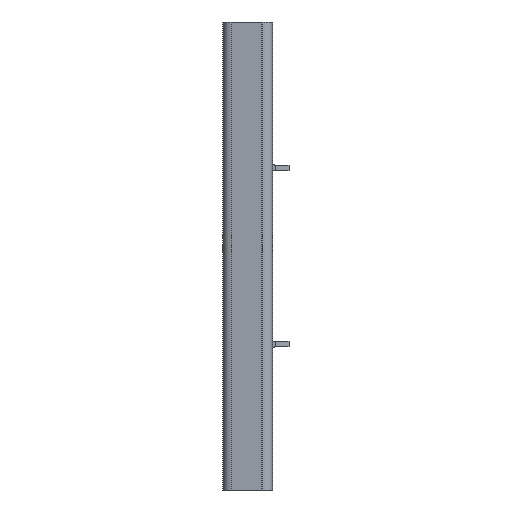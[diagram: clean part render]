
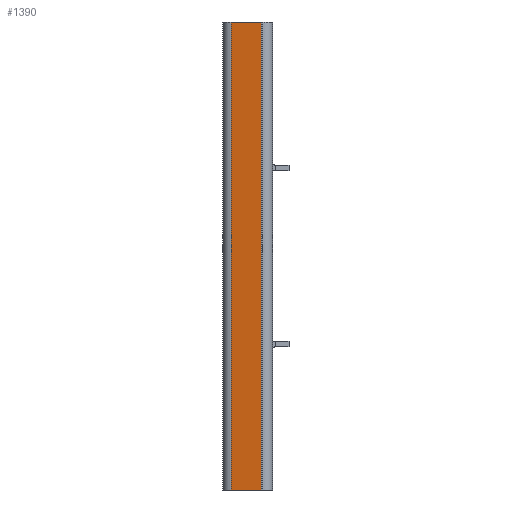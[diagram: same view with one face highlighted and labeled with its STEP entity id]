
A CAD part, left-side view. The second image highlights one B-rep face of the part: STEP entity #1390.
In plain terms, the highlighted planar face has unit normal (-0.988, 0.156, 0).
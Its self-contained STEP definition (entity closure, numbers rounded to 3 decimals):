
#15 = CARTESIAN_POINT ( 'NONE',  ( -17.459, 4.048, 0. ) ) ;
#71 = DIRECTION ( 'NONE',  ( 0., 0., -1. ) ) ;
#123 = VERTEX_POINT ( 'NONE', #1530 ) ;
#144 = CARTESIAN_POINT ( 'NONE',  ( -17.459, 4.048, 170. ) ) ;
#220 = ORIENTED_EDGE ( 'NONE', *, *, #1033, .F. ) ;
#234 = LINE ( 'NONE', #1334, #1931 ) ;
#236 = LINE ( 'NONE', #15, #704 ) ;
#238 = EDGE_CURVE ( 'NONE', #945, #1247, #1581, .T. ) ;
#241 = EDGE_LOOP ( 'NONE', ( #928, #220, #954, #1443 ) ) ;
#338 = CARTESIAN_POINT ( 'NONE',  ( -17.459, 4.048, 170. ) ) ;
#541 = DIRECTION ( 'NONE',  ( 0.988, -0.156, 0. ) ) ;
#651 = VERTEX_POINT ( 'NONE', #810 ) ;
#704 = VECTOR ( 'NONE', #1046, 1000. ) ;
#810 = CARTESIAN_POINT ( 'NONE',  ( -17.459, 4.048, 0. ) ) ;
#830 = VECTOR ( 'NONE', #1770, 1000. ) ;
#928 = ORIENTED_EDGE ( 'NONE', *, *, #935, .T. ) ;
#935 = EDGE_CURVE ( 'NONE', #123, #651, #236, .T. ) ;
#945 = VERTEX_POINT ( 'NONE', #1324 ) ;
#954 = ORIENTED_EDGE ( 'NONE', *, *, #238, .F. ) ;
#961 = AXIS2_PLACEMENT_3D ( 'NONE', #1004, #541, #1195 ) ;
#999 = PLANE ( 'NONE',  #961 ) ;
#1004 = CARTESIAN_POINT ( 'NONE',  ( -17.459, 4.048, 170. ) ) ;
#1033 = EDGE_CURVE ( 'NONE', #1247, #651, #234, .T. ) ;
#1046 = DIRECTION ( 'NONE',  ( -0.156, -0.988, 0. ) ) ;
#1088 = EDGE_CURVE ( 'NONE', #945, #123, #1305, .T. ) ;
#1165 = VECTOR ( 'NONE', #1867, 1000. ) ;
#1195 = DIRECTION ( 'NONE',  ( 0.156, 0.988, 0. ) ) ;
#1247 = VERTEX_POINT ( 'NONE', #338 ) ;
#1305 = LINE ( 'NONE', #1954, #1165 ) ;
#1324 = CARTESIAN_POINT ( 'NONE',  ( -15.717, 15.048, 170. ) ) ;
#1334 = CARTESIAN_POINT ( 'NONE',  ( -17.459, 4.048, 170. ) ) ;
#1390 = ADVANCED_FACE ( 'NONE', ( #1842 ), #999, .F. ) ;
#1443 = ORIENTED_EDGE ( 'NONE', *, *, #1088, .T. ) ;
#1530 = CARTESIAN_POINT ( 'NONE',  ( -15.717, 15.048, 0. ) ) ;
#1581 = LINE ( 'NONE', #144, #830 ) ;
#1770 = DIRECTION ( 'NONE',  ( -0.156, -0.988, 0. ) ) ;
#1842 = FACE_OUTER_BOUND ( 'NONE', #241, .T. ) ;
#1867 = DIRECTION ( 'NONE',  ( 0., 0., -1. ) ) ;
#1931 = VECTOR ( 'NONE', #71, 1000. ) ;
#1954 = CARTESIAN_POINT ( 'NONE',  ( -15.717, 15.048, 170. ) ) ;
